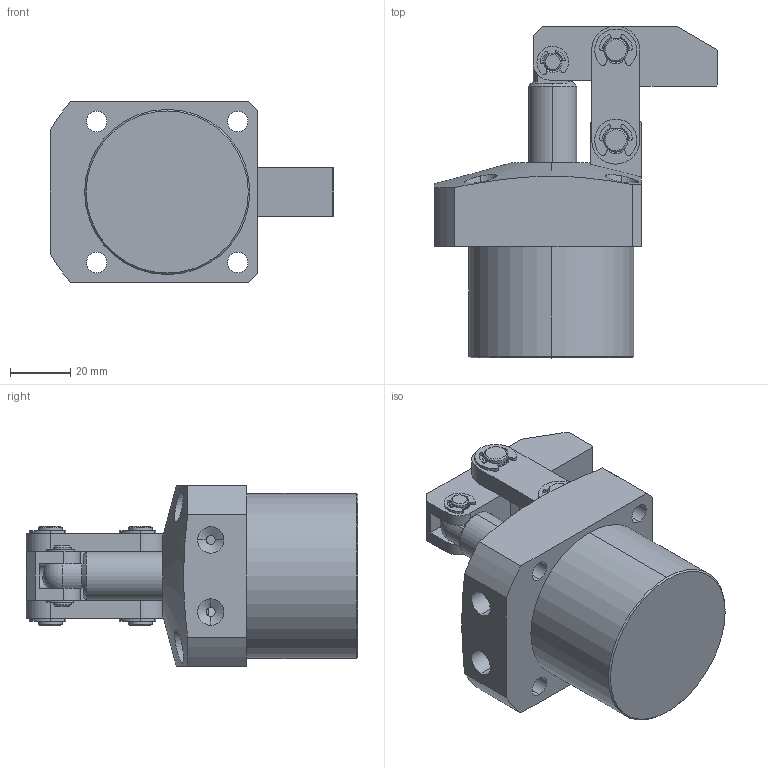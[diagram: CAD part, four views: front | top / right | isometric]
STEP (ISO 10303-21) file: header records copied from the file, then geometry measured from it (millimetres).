
FILE_DESCRIPTION (( 'STEP AP214' ), '1' );
FILE_NAME ('CLKA-055油压杠杆缸三维图.STEP', '2019-04-18T02:21:18', ( '' ), ( '' ), 'SwSTEP 2.0', 'SolidWorks 2016', '' );
FILE_SCHEMA (( 'AUTOMOTIVE_DESIGN' ));
Length unit declared in the file: millimetre
Products named in the file (9): 40酗种_3; CLKA-055油压杠杆缸三维图; 055掛极; 40蟀裝1_3_1; 开口挡圈6_3; 40傻种1_3; CLKA-40揤旋2_3; CLKA-055活塞杆; 开口挡圈8_3
Assembly tree (14 placements, depth 2):
  CLKA-055油压杠杆缸三维图
    40酗种_3  x2
    开口挡圈8_3  x4
    CLKA-055活塞杆
    CLKA-40揤旋2_3
    40傻种1_3
    开口挡圈6_3  x2
    40蟀裝1_3_1  x2
    055掛极
Bounding box: 94.5 x 110.5 x 60 mm (x, y, z)
Volume: 186068.3 mm3; surface area: 50869.6 mm2
Topology: 14 solids, 14 shells, 378 faces, 960 edges, 629 vertices
Faces by surface type: cylinder 213, plane 117, cone 47, sphere 1
Entity records: 7613 total; most frequent: CARTESIAN_POINT 1608, DIRECTION 1280, ORIENTED_EDGE 1110, EDGE_CURVE 555, AXIS2_PLACEMENT_3D 510, VERTEX_POINT 361, CIRCLE 267, EDGE_LOOP 266
